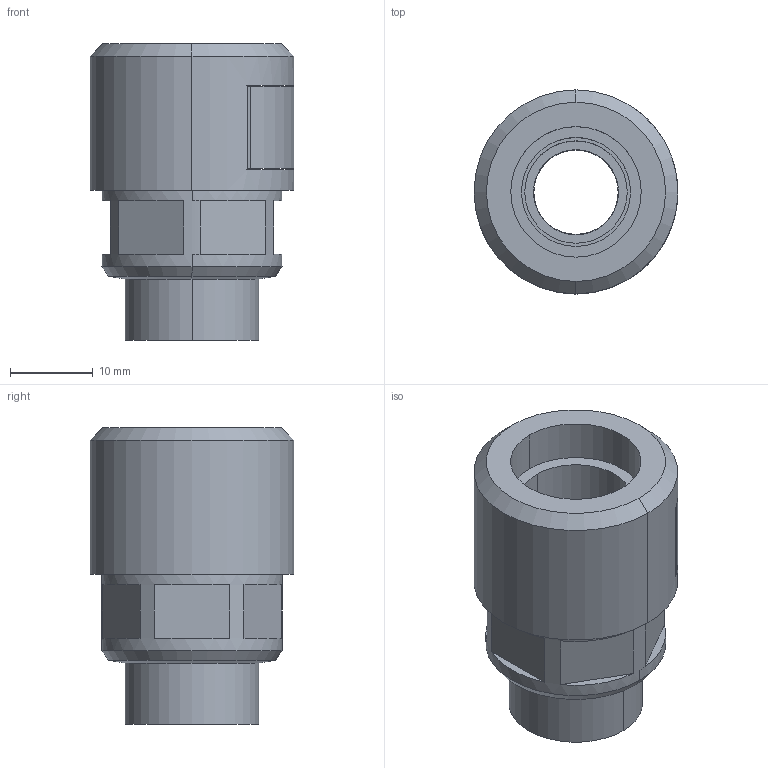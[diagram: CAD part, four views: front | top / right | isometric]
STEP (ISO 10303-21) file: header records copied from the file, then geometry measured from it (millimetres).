
FILE_DESCRIPTION(('CATIA V5 STEP Exchange','CAx-IF Rec.Pracs.--- Model Styling and Organization---1.4--- 2014-01-23','CAx-IF Rec.Pracs.---3D Tessellated Data Validation Properties---0.5---2014-09-14'),'2;1');
FILE_NAME('AFPA-10F12Px.stp','2020-05-11T08:54:25+00:00',('none'),('none'),'CATIA Version 5-6 Release 2018 SP4','CATIA V5 STEP AP242','none');
FILE_SCHEMA(('AP242_MANAGED_MODEL_BASED_3D_ENGINEERING_MIM_LF {1 0 10303 442 1 1 4}'));
Length unit declared in the file: millimetre
Products named in the file (1): AFPA-Plastic
Bounding box: 24.7 x 24.7 x 35.9 mm (x, y, z)
Volume: 8912.3 mm3; surface area: 7726 mm2
Topology: 3 solids, 3 shells, 67 faces, 143 edges, 92 vertices
Faces by surface type: plane 34, cylinder 25, cone 8
Entity records: 1679 total; most frequent: ORIENTED_EDGE 286, CARTESIAN_POINT 279, DIRECTION 229, EDGE_CURVE 143, AXIS2_PLACEMENT_3D 116, VERTEX_POINT 92, EDGE_LOOP 85, CIRCLE 72
